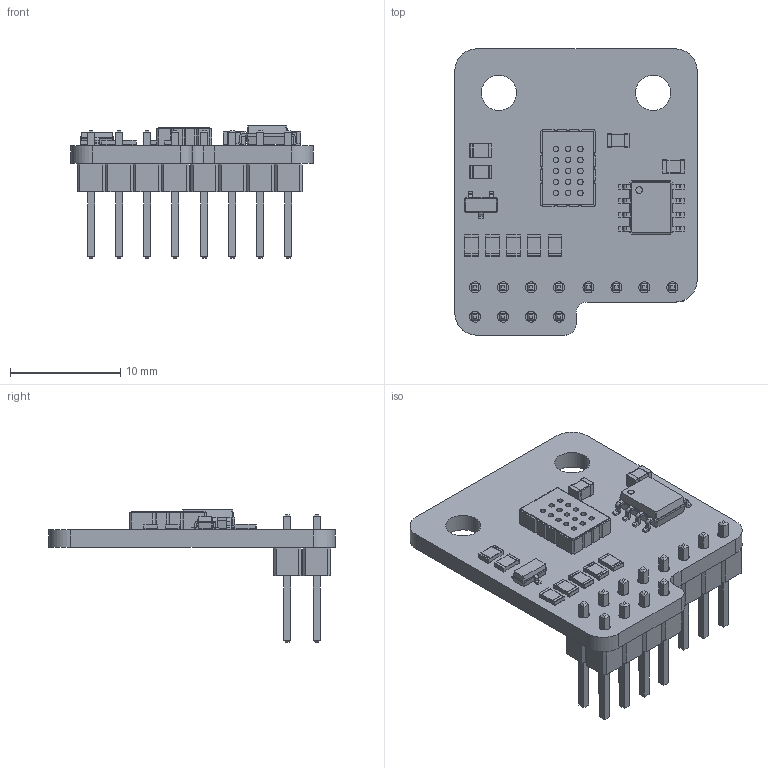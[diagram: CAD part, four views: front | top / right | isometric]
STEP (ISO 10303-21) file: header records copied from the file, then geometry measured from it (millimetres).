
FILE_DESCRIPTION(('KiCad electronic assembly'),'2;1');
FILE_NAME('MiCS_Sensor.step','2022-05-14T10:52:12',('Pcbnew'),('Kicad'), 'Open CASCADE STEP processor 7.5','KiCad to STEP converter','Unknown' );
FILE_SCHEMA(('AUTOMOTIVE_DESIGN { 1 0 10303 214 1 1 1 1 }'));
Length unit declared in the file: millimetre
Products named in the file (14): MiCS_Sensor 1; SOT-23; SOLID; R_0805_2012Metric; C_0805_2012Metric; MICS-4514; SOIC-8_3.9x4.9mm_P1.27mm; PinHeader_1x04_P2.54mm_Vertical; MiCS_Sensor PCB
Assembly tree (22 placements, depth 3):
  MiCS_Sensor 1
    SOT-23
      SOLID
    R_0805_2012Metric  x7
      SOLID
    C_0805_2012Metric  x2
      SOLID
    MICS-4514
      SOLID
    SOIC-8_3.9x4.9mm_P1.27mm
      SOLID
    PinHeader_1x04_P2.54mm_Vertical  x3
      SOLID
    MiCS_Sensor PCB
Bounding box: 22 x 26 x 11.99 mm (x, y, z)
Volume: 1150.7 mm3; surface area: 2200.8 mm2
Topology: 16 solids, 16 shells, 942 faces, 2365 edges, 1500 vertices
Faces by surface type: bspline 913, cylinder 20, plane 9
Full cylindrical faces by diameter (mm): 1 x12, 3.2 x2
Entity records: 35567 total; most frequent: CARTESIAN_POINT 13658, B_SPLINE_CURVE_WITH_KNOTS 3504, ORIENTED_EDGE 2818, PCURVE 2818, DEFINITIONAL_REPRESENTATION 2818, EDGE_CURVE 1409, SURFACE_CURVE 1394, VERTEX_POINT 892
